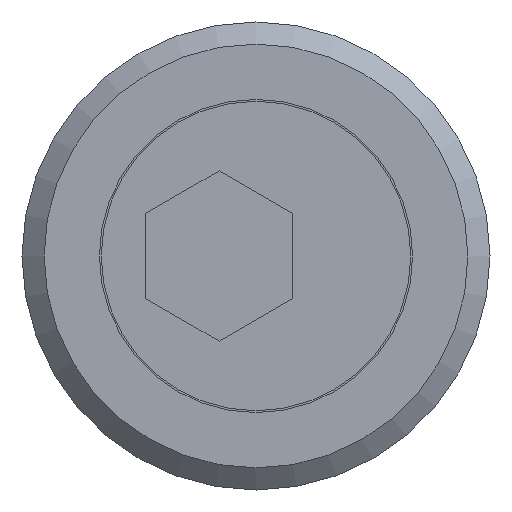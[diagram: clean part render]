
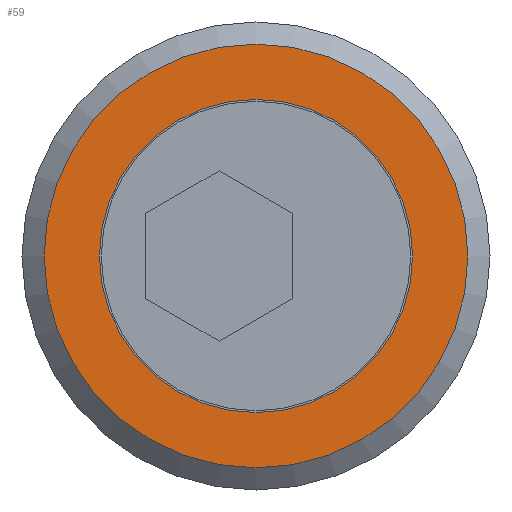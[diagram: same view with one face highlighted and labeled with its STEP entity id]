
A CAD part, left-side view. The second image highlights one B-rep face of the part: STEP entity #59.
In plain terms, the highlighted planar face has unit normal (-1, 0, 0).
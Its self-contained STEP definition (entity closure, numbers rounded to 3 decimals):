
#59 = ADVANCED_FACE( '', ( #133, #134 ), #135, .F. );
#133 = FACE_OUTER_BOUND( '', #224, .T. );
#134 = FACE_BOUND( '', #225, .T. );
#135 = PLANE( '', #226 );
#224 = EDGE_LOOP( '', ( #321 ) );
#225 = EDGE_LOOP( '', ( #322 ) );
#226 = AXIS2_PLACEMENT_3D( '', #323, #324, #325 );
#321 = ORIENTED_EDGE( '', *, *, #458, .F. );
#322 = ORIENTED_EDGE( '', *, *, #459, .T. );
#323 = CARTESIAN_POINT( '', ( 0., 6.5, 0. ) );
#324 = DIRECTION( '', ( 1., 0., 0. ) );
#325 = DIRECTION( '', ( 0., 1., 0. ) );
#458 = EDGE_CURVE( '', #522, #522, #523, .T. );
#459 = EDGE_CURVE( '', #524, #524, #525, .T. );
#522 = VERTEX_POINT( '', #605 );
#523 = CIRCLE( '', #606, 11.5 );
#524 = VERTEX_POINT( '', #607 );
#525 = CIRCLE( '', #608, 8.5 );
#605 = CARTESIAN_POINT( '', ( 0., 9.5, 0. ) );
#606 = AXIS2_PLACEMENT_3D( '', #707, #708, #709 );
#607 = CARTESIAN_POINT( '', ( 0., 6.5, 0. ) );
#608 = AXIS2_PLACEMENT_3D( '', #710, #711, #712 );
#707 = CARTESIAN_POINT( '', ( 0., -2., 0. ) );
#708 = DIRECTION( '', ( 1., 0., 0. ) );
#709 = DIRECTION( '', ( 0., 1., 0. ) );
#710 = CARTESIAN_POINT( '', ( 0., -2., 0. ) );
#711 = DIRECTION( '', ( 1., 0., 0. ) );
#712 = DIRECTION( '', ( 0., 1., 0. ) );
